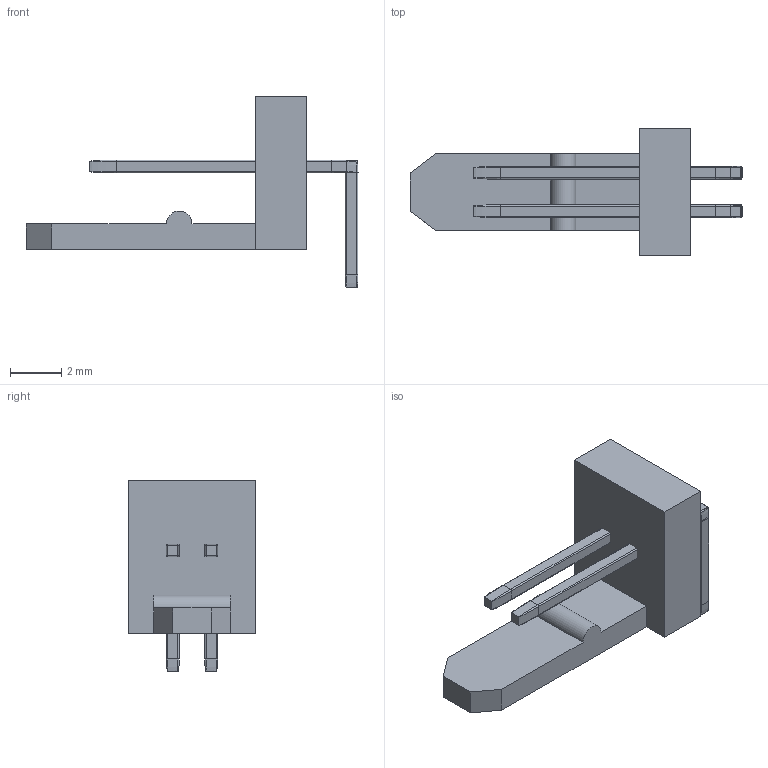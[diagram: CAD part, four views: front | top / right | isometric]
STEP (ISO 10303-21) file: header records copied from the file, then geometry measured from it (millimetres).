
FILE_DESCRIPTION(/* description */ (''),/* implementation_level */ '2;1');
FILE_NAME(/* name */ 'Molex_1x2_2.54 coude v1.step',/* time_stamp */ '2020-01-23T22:39:24+01:00',/* author */ (''),/* organization */ (''),/* preprocessor_version */ 'ST-DEVELOPER v18',/* originating_system */ 'Autodesk Translation Framework v8.12.0.6',/* authorisation */ '');
FILE_SCHEMA (('AUTOMOTIVE_DESIGN { 1 0 10303 214 3 1 1 }'));
Length unit declared in the file: millimetre
Products named in the file (1): Molex_1x2_2.54 coude
Bounding box: 13 x 5 x 7.5 mm (x, y, z)
Volume: 95 mm3; surface area: 236.3 mm2
Topology: 5 solids, 5 shells, 118 faces, 228 edges, 120 vertices
Faces by surface type: bspline 64, plane 37, cylinder 17
Entity records: 4257 total; most frequent: CARTESIAN_POINT 2035, ORIENTED_EDGE 456, DIRECTION 436, EDGE_CURVE 228, AXIS2_PLACEMENT_3D 153, LINE 130, VECTOR 130, VERTEX_POINT 120
